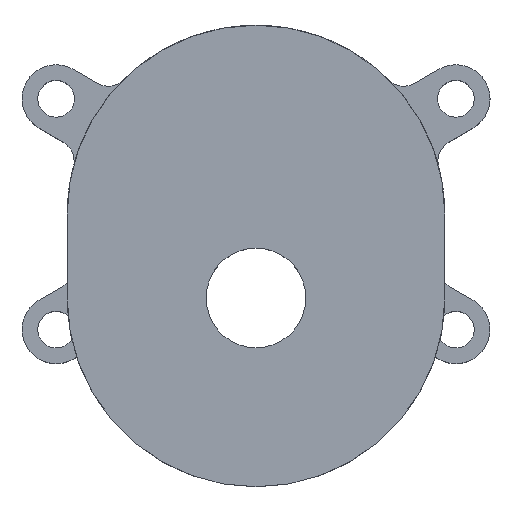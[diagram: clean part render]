
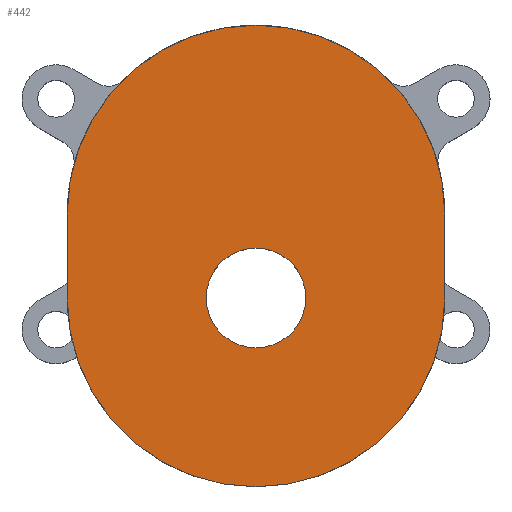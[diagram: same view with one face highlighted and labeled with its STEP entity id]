
A CAD part, top view. The second image highlights one B-rep face of the part: STEP entity #442.
In plain terms, the highlighted planar face has unit normal (0, 0, 1).
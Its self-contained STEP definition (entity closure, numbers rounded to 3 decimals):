
#15 = DIRECTION ( 'NONE',  ( 0., 1., 0. ) ) ;
#24 = CARTESIAN_POINT ( 'NONE',  ( 18., 0., 30. ) ) ;
#80 = CIRCLE ( 'NONE', #342, 18. ) ;
#182 = EDGE_CURVE ( 'NONE', #1975, #654, #1746, .T. ) ;
#183 = VECTOR ( 'NONE', #666, 1000. ) ;
#216 = ORIENTED_EDGE ( 'NONE', *, *, #2031, .T. ) ;
#287 = FACE_OUTER_BOUND ( 'NONE', #1196, .T. ) ;
#288 = CARTESIAN_POINT ( 'NONE',  ( 18., -76., 30. ) ) ;
#334 = CARTESIAN_POINT ( 'NONE',  ( -4.75, -76., 30. ) ) ;
#342 = AXIS2_PLACEMENT_3D ( 'NONE', #1317, #1326, #1017 ) ;
#343 = EDGE_CURVE ( 'NONE', #652, #567, #997, .T. ) ;
#442 = ADVANCED_FACE ( 'NONE', ( #287, #771 ), #915, .T. ) ;
#495 = LINE ( 'NONE', #24, #183 ) ;
#513 = CARTESIAN_POINT ( 'NONE',  ( 4.75, -76., 30. ) ) ;
#567 = VERTEX_POINT ( 'NONE', #334 ) ;
#572 = AXIS2_PLACEMENT_3D ( 'NONE', #1799, #1358, #710 ) ;
#573 = EDGE_CURVE ( 'NONE', #1716, #1977, #495, .T. ) ;
#610 = CARTESIAN_POINT ( 'NONE',  ( 0., -68., 30. ) ) ;
#652 = VERTEX_POINT ( 'NONE', #513 ) ;
#654 = VERTEX_POINT ( 'NONE', #1589 ) ;
#666 = DIRECTION ( 'NONE',  ( 0., 1., 0. ) ) ;
#710 = DIRECTION ( 'NONE',  ( 1., 0., 0. ) ) ;
#712 = ORIENTED_EDGE ( 'NONE', *, *, #723, .T. ) ;
#718 = CARTESIAN_POINT ( 'NONE',  ( -18., -76., 30. ) ) ;
#723 = EDGE_CURVE ( 'NONE', #1975, #1716, #80, .T. ) ;
#771 = FACE_BOUND ( 'NONE', #1941, .T. ) ;
#814 = VECTOR ( 'NONE', #15, 1000. ) ;
#820 = CIRCLE ( 'NONE', #1886, 4.75 ) ;
#915 = PLANE ( 'NONE',  #1334 ) ;
#935 = EDGE_CURVE ( 'NONE', #567, #652, #820, .T. ) ;
#942 = DIRECTION ( 'NONE',  ( 0., 0., 1. ) ) ;
#974 = ORIENTED_EDGE ( 'NONE', *, *, #573, .T. ) ;
#997 = CIRCLE ( 'NONE', #572, 4.75 ) ;
#1017 = DIRECTION ( 'NONE',  ( 1., 0., 0. ) ) ;
#1094 = CARTESIAN_POINT ( 'NONE',  ( 0., 0., 30. ) ) ;
#1166 = ORIENTED_EDGE ( 'NONE', *, *, #343, .T. ) ;
#1196 = EDGE_LOOP ( 'NONE', ( #1936, #712, #974, #216 ) ) ;
#1230 = DIRECTION ( 'NONE',  ( 0., 0., 1. ) ) ;
#1317 = CARTESIAN_POINT ( 'NONE',  ( 0., -76., 30. ) ) ;
#1326 = DIRECTION ( 'NONE',  ( 0., 0., 1. ) ) ;
#1334 = AXIS2_PLACEMENT_3D ( 'NONE', #1094, #942, #1694 ) ;
#1358 = DIRECTION ( 'NONE',  ( 0., 0., -1. ) ) ;
#1548 = ORIENTED_EDGE ( 'NONE', *, *, #935, .T. ) ;
#1575 = CARTESIAN_POINT ( 'NONE',  ( -18., 0., 30. ) ) ;
#1588 = CARTESIAN_POINT ( 'NONE',  ( 0., -76., 30. ) ) ;
#1589 = CARTESIAN_POINT ( 'NONE',  ( -18., -68., 30. ) ) ;
#1694 = DIRECTION ( 'NONE',  ( 1., 0., 0. ) ) ;
#1696 = DIRECTION ( 'NONE',  ( 1., 0., 0. ) ) ;
#1716 = VERTEX_POINT ( 'NONE', #288 ) ;
#1746 = LINE ( 'NONE', #1575, #814 ) ;
#1753 = DIRECTION ( 'NONE',  ( 0., 0., -1. ) ) ;
#1754 = AXIS2_PLACEMENT_3D ( 'NONE', #610, #1230, #1696 ) ;
#1799 = CARTESIAN_POINT ( 'NONE',  ( 0., -76., 30. ) ) ;
#1886 = AXIS2_PLACEMENT_3D ( 'NONE', #1588, #1753, #1916 ) ;
#1916 = DIRECTION ( 'NONE',  ( 1., 0., 0. ) ) ;
#1936 = ORIENTED_EDGE ( 'NONE', *, *, #182, .F. ) ;
#1941 = EDGE_LOOP ( 'NONE', ( #1548, #1166 ) ) ;
#1961 = CARTESIAN_POINT ( 'NONE',  ( 18., -68., 30. ) ) ;
#1975 = VERTEX_POINT ( 'NONE', #718 ) ;
#1977 = VERTEX_POINT ( 'NONE', #1961 ) ;
#1985 = CIRCLE ( 'NONE', #1754, 18. ) ;
#2031 = EDGE_CURVE ( 'NONE', #1977, #654, #1985, .T. ) ;
